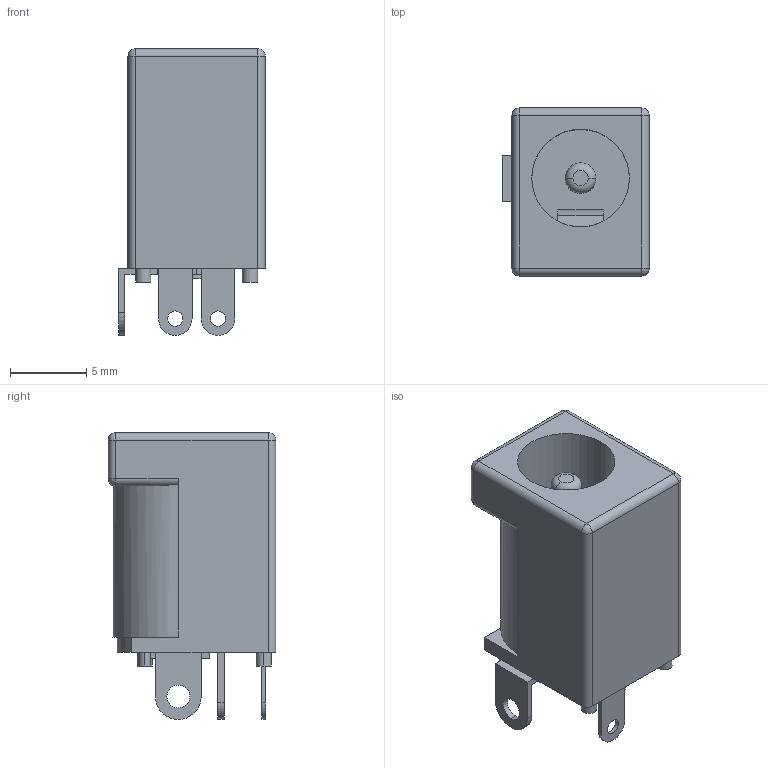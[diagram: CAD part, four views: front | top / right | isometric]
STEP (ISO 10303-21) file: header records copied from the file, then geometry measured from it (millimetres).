
FILE_DESCRIPTION (( 'STEP AP214' ), '1' );
FILE_NAME ('0CC623FA-66E1-4458-A323-759B860E9DBF.STEP', '2022-12-11T23:33:34', ( '' ), ( '' ), 'SwSTEP 2.0', 'SolidWorks 2022', '' );
FILE_SCHEMA (( 'AUTOMOTIVE_DESIGN' ));
Length unit declared in the file: millimetre
Products named in the file (1): 0CC623FA-66E1-4458-A323-759B860E9DBF
Bounding box: 9.6 x 11 x 18.8 mm (x, y, z)
Volume: 982.5 mm3; surface area: 1152.7 mm2
Topology: 1 solids, 1 shells, 108 faces, 262 edges, 162 vertices
Faces by surface type: plane 58, cylinder 41, sphere 6, torus 2, bspline 1
Entity records: 3749 total; most frequent: CARTESIAN_POINT 575, DIRECTION 561, ORIENTED_EDGE 512, EDGE_CURVE 256, AXIS2_PLACEMENT_3D 200, VERTEX_POINT 162, LINE 161, VECTOR 161
